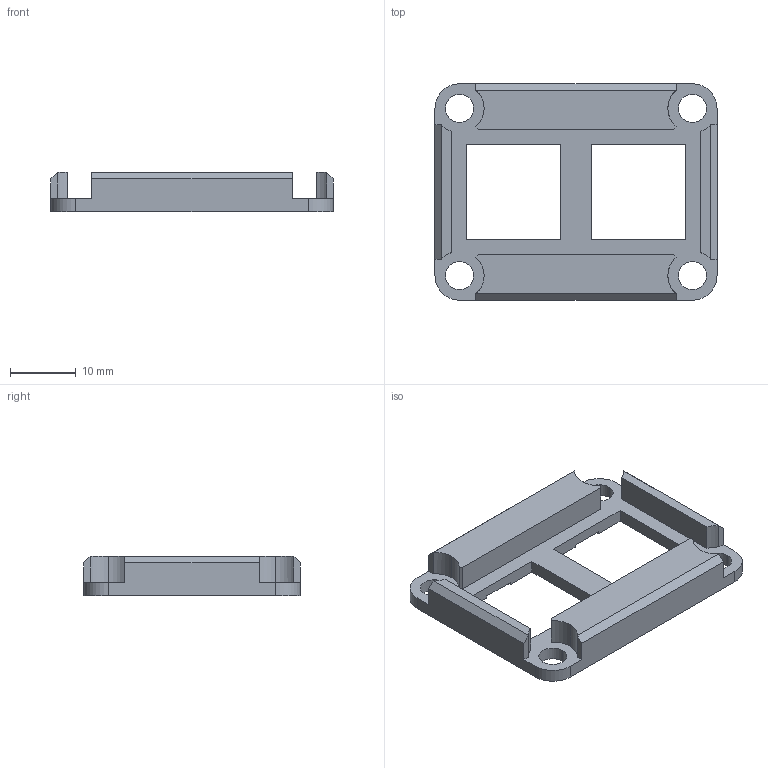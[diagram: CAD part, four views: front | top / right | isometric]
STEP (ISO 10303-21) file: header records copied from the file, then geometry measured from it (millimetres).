
FILE_DESCRIPTION (( 'STEP AP214' ), '1' );
FILE_NAME ('twoKeyTop.STEP', '2021-02-06T13:11:25', ( '' ), ( '' ), 'SwSTEP 2.0', 'SolidWorks 2018', '' );
FILE_SCHEMA (( 'AUTOMOTIVE_DESIGN' ));
Length unit declared in the file: millimetre
Products named in the file (1): twoKeyTop
Bounding box: 43 x 33 x 6 mm (x, y, z)
Volume: 3833.6 mm3; surface area: 3402.7 mm2
Topology: 1 solids, 1 shells, 76 faces, 222 edges, 148 vertices
Faces by surface type: plane 54, cylinder 22
Entity records: 2568 total; most frequent: CARTESIAN_POINT 471, ORIENTED_EDGE 444, DIRECTION 412, EDGE_CURVE 222, LINE 170, VECTOR 170, VERTEX_POINT 148, AXIS2_PLACEMENT_3D 121
